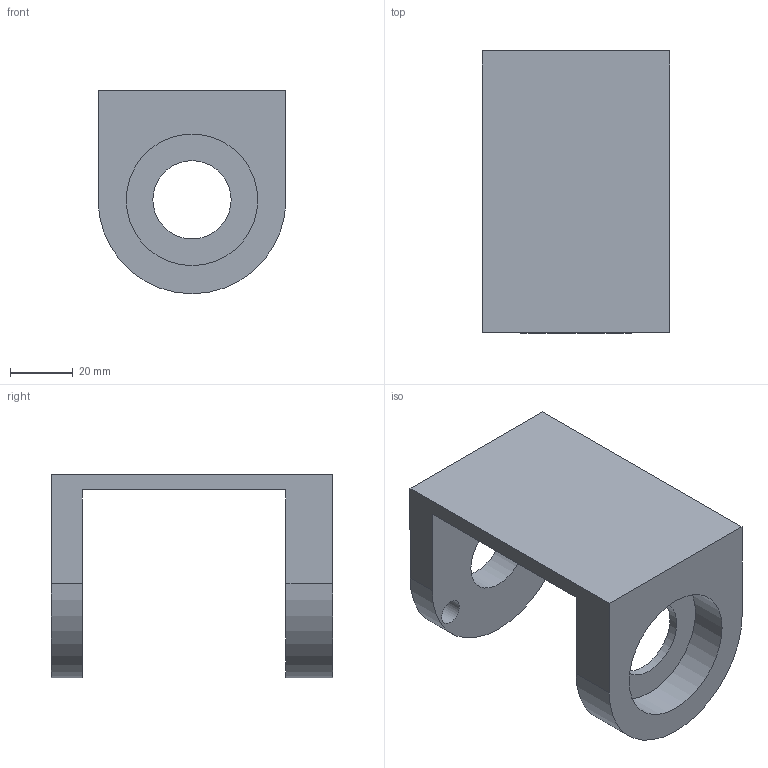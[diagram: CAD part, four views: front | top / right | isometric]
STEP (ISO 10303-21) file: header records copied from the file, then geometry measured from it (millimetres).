
FILE_DESCRIPTION(('FreeCAD Model'),'2;1');
FILE_NAME('Open CASCADE Shape Model','2023-12-29T03:02:22',(''),(''), 'Open CASCADE STEP processor 7.5','FreeCAD','Unknown');
FILE_SCHEMA(('AUTOMOTIVE_DESIGN { 1 0 10303 214 1 1 1 1 }'));
Length unit declared in the file: millimetre
Products named in the file (1): motorholder
Bounding box: 60 x 90 x 65 mm (x, y, z)
Volume: 82828.3 mm3; surface area: 28604.3 mm2
Topology: 1 solids, 1 shells, 17 faces, 44 edges, 30 vertices
Faces by surface type: plane 9, cylinder 8
Full cylindrical faces by diameter (mm): 8 x3, 25 x2, 42 x1
Entity records: 1136 total; most frequent: CARTESIAN_POINT 262, DIRECTION 144, ORIENTED_EDGE 88, PCURVE 88, DEFINITIONAL_REPRESENTATION 88, LINE 62, VECTOR 62, EDGE_CURVE 44
